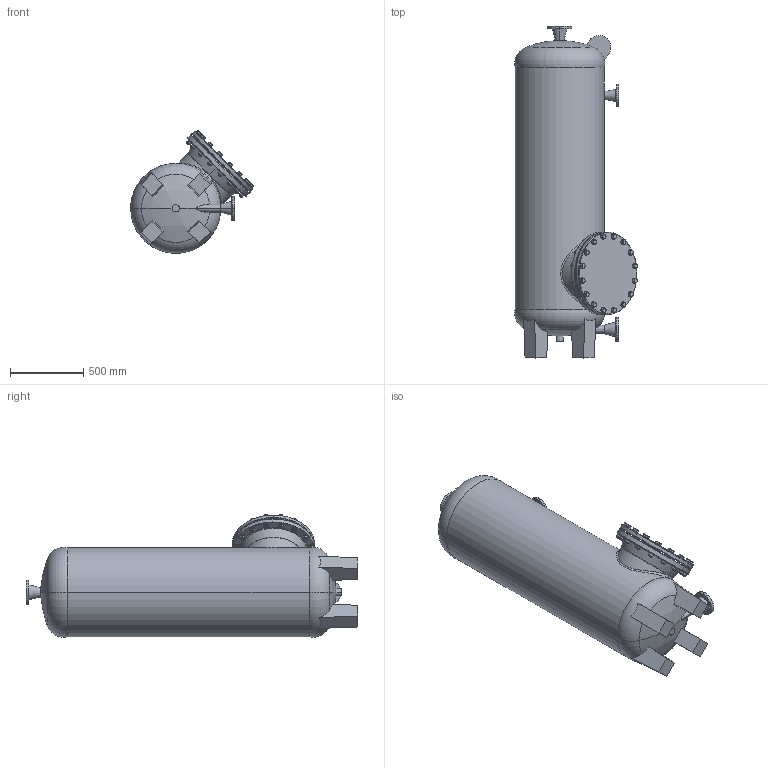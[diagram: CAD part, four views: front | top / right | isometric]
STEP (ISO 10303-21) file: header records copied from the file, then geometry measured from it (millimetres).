
FILE_DESCRIPTION (( 'STEP AP214' ), '1' );
FILE_NAME ('Ozon_reactor_60c.STEP', '2020-11-02T14:24:21', ( '' ), ( '' ), 'SwSTEP 2.0', 'SolidWorks 2019', '' );
FILE_SCHEMA (( 'AUTOMOTIVE_DESIGN' ));
Length unit declared in the file: millimetre
Products named in the file (1): Ozon_reactor_60c
Bounding box: 838.66 x 2269.57 x 838.29 mm (x, y, z)
Surface area: 6218234.3 mm2 (no closed solid volume)
Topology: 0 solids, 85 shells, 771 faces, 1795 edges, 1114 vertices
Faces by surface type: plane 308, cone 265, cylinder 146, torus 46, sphere 4, bspline 2
Entity records: 54841 total; most frequent: CARTESIAN_POINT 32379, ORIENTED_EDGE 3227, DIRECTION 1823, EDGE_CURVE 1795, B_SPLINE_CURVE_WITH_KNOTS 1632, VERTEX_POINT 1114, AXIS2_PLACEMENT_3D 890, EDGE_LOOP 804
